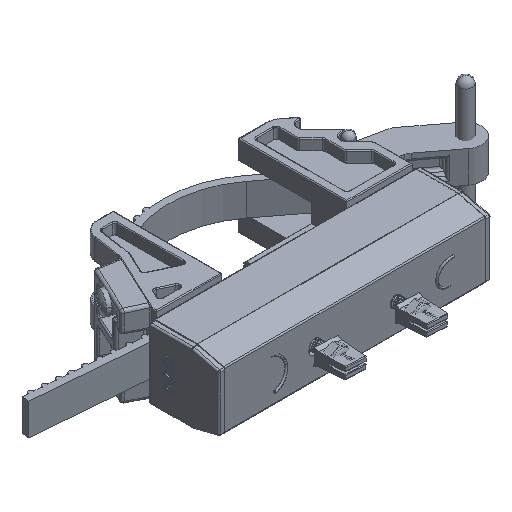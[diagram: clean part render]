
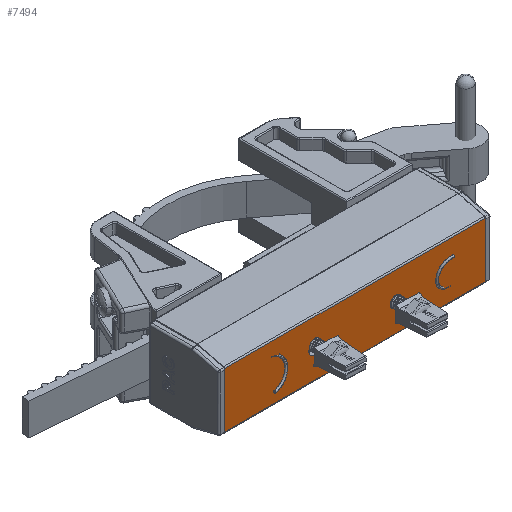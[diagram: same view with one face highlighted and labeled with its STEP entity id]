
A CAD part, isometric view. The second image highlights one B-rep face of the part: STEP entity #7494.
In plain terms, the highlighted planar face has unit normal (0, -1, 0).
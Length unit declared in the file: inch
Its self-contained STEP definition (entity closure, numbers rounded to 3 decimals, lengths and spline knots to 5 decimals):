
#651 = EDGE_LOOP ( 'NONE', ( #31306, #68152, #14153, #89487 ) ) ;
#1734 = CARTESIAN_POINT ( 'NONE',  ( 0.63283, 0., -3. ) ) ;
#1961 = EDGE_CURVE ( 'NONE', #55522, #37630, #12341, .T. ) ;
#3627 = VERTEX_POINT ( 'NONE', #32315 ) ;
#3743 = VERTEX_POINT ( 'NONE', #35174 ) ;
#7139 = CARTESIAN_POINT ( 'NONE',  ( -0.65625, 0., -3. ) ) ;
#7372 = DIRECTION ( 'NONE',  ( 0., -1., 0. ) ) ;
#7494 = ADVANCED_FACE ( 'NONE', ( #51228, #80589, #14590 ), #44006, .T. ) ;
#8344 = ORIENTED_EDGE ( 'NONE', *, *, #89638, .T. ) ;
#11205 = CARTESIAN_POINT ( 'NONE',  ( 0., 0., -0.9375 ) ) ;
#11455 = EDGE_CURVE ( 'NONE', #3743, #3627, #15467, .T. ) ;
#12341 = LINE ( 'NONE', #41749, #41391 ) ;
#14153 = ORIENTED_EDGE ( 'NONE', *, *, #69960, .T. ) ;
#14396 = DIRECTION ( 'NONE',  ( 0., 1., 0. ) ) ;
#14590 = FACE_OUTER_BOUND ( 'NONE', #651, .T. ) ;
#15467 = CIRCLE ( 'NONE', #27787, 0.13 ) ;
#15778 = EDGE_CURVE ( 'NONE', #43979, #67224, #61714, .T. ) ;
#20952 = CARTESIAN_POINT ( 'NONE',  ( 0., 0., 0.9375 ) ) ;
#23852 = VERTEX_POINT ( 'NONE', #50377 ) ;
#23929 = EDGE_LOOP ( 'NONE', ( #57589, #59202 ) ) ;
#24587 = DIRECTION ( 'NONE',  ( 1., 0., 0. ) ) ;
#25098 = DIRECTION ( 'NONE',  ( 0., 0., 1. ) ) ;
#26286 = EDGE_CURVE ( 'NONE', #51345, #23852, #73271, .T. ) ;
#26690 = CARTESIAN_POINT ( 'NONE',  ( 0., 0., 0.9375 ) ) ;
#27787 = AXIS2_PLACEMENT_3D ( 'NONE', #80393, #14396, #43819 ) ;
#30351 = CARTESIAN_POINT ( 'NONE',  ( -0.63283, 0., 3. ) ) ;
#31306 = ORIENTED_EDGE ( 'NONE', *, *, #93719, .F. ) ;
#31721 = AXIS2_PLACEMENT_3D ( 'NONE', #20952, #50367, #79726 ) ;
#32315 = CARTESIAN_POINT ( 'NONE',  ( 0., 0., -0.8075 ) ) ;
#34108 = CARTESIAN_POINT ( 'NONE',  ( 0., 0., 0.8075 ) ) ;
#35142 = CARTESIAN_POINT ( 'NONE',  ( -0.63283, 0., -3. ) ) ;
#35174 = CARTESIAN_POINT ( 'NONE',  ( 0., 0., -1.0675 ) ) ;
#36553 = DIRECTION ( 'NONE',  ( 1., 0., 0. ) ) ;
#36774 = DIRECTION ( 'NONE',  ( 0., 0., -1. ) ) ;
#37630 = VERTEX_POINT ( 'NONE', #35142 ) ;
#40604 = DIRECTION ( 'NONE',  ( 0., 1., 0. ) ) ;
#41391 = VECTOR ( 'NONE', #71118, 39.37008 ) ;
#41749 = CARTESIAN_POINT ( 'NONE',  ( -0.63283, 0., -3. ) ) ;
#43819 = DIRECTION ( 'NONE',  ( 0., 0., 1. ) ) ;
#43979 = VERTEX_POINT ( 'NONE', #1734 ) ;
#44006 = PLANE ( 'NONE',  #94926 ) ;
#50158 = EDGE_CURVE ( 'NONE', #3627, #3743, #72775, .T. ) ;
#50367 = DIRECTION ( 'NONE',  ( 0., 1., 0. ) ) ;
#50377 = CARTESIAN_POINT ( 'NONE',  ( 0., 0., 1.0675 ) ) ;
#51228 = FACE_BOUND ( 'NONE', #23929, .T. ) ;
#51345 = VERTEX_POINT ( 'NONE', #34108 ) ;
#51671 = AXIS2_PLACEMENT_3D ( 'NONE', #26690, #56069, #85418 ) ;
#55181 = VECTOR ( 'NONE', #24587, 39.37008 ) ;
#55522 = VERTEX_POINT ( 'NONE', #30351 ) ;
#56069 = DIRECTION ( 'NONE',  ( 0., 1., 0. ) ) ;
#57589 = ORIENTED_EDGE ( 'NONE', *, *, #50158, .T. ) ;
#59202 = ORIENTED_EDGE ( 'NONE', *, *, #11455, .T. ) ;
#61210 = LINE ( 'NONE', #90608, #55181 ) ;
#61714 = LINE ( 'NONE', #91117, #86590 ) ;
#66746 = CARTESIAN_POINT ( 'NONE',  ( 0.63283, 0., 3. ) ) ;
#67224 = VERTEX_POINT ( 'NONE', #66746 ) ;
#68152 = ORIENTED_EDGE ( 'NONE', *, *, #1961, .T. ) ;
#69960 = EDGE_CURVE ( 'NONE', #37630, #43979, #73131, .T. ) ;
#69966 = DIRECTION ( 'NONE',  ( 0., 0., 1. ) ) ;
#71118 = DIRECTION ( 'NONE',  ( 0., 0., -1. ) ) ;
#72775 = CIRCLE ( 'NONE', #85065, 0.13 ) ;
#73131 = LINE ( 'NONE', #7139, #84353 ) ;
#73271 = CIRCLE ( 'NONE', #31721, 0.13 ) ;
#73371 = CARTESIAN_POINT ( 'NONE',  ( -0.65625, 0., -3. ) ) ;
#79726 = DIRECTION ( 'NONE',  ( 0., 0., 1. ) ) ;
#80393 = CARTESIAN_POINT ( 'NONE',  ( 0., 0., -0.9375 ) ) ;
#80589 = FACE_BOUND ( 'NONE', #82574, .T. ) ;
#82574 = EDGE_LOOP ( 'NONE', ( #8344, #93105 ) ) ;
#84353 = VECTOR ( 'NONE', #36553, 39.37008 ) ;
#85065 = AXIS2_PLACEMENT_3D ( 'NONE', #11205, #40604, #69966 ) ;
#85418 = DIRECTION ( 'NONE',  ( 0., 0., 1. ) ) ;
#86590 = VECTOR ( 'NONE', #25098, 39.37008 ) ;
#89487 = ORIENTED_EDGE ( 'NONE', *, *, #15778, .T. ) ;
#89638 = EDGE_CURVE ( 'NONE', #23852, #51345, #93200, .T. ) ;
#90608 = CARTESIAN_POINT ( 'NONE',  ( -0.65625, 0., 3. ) ) ;
#91117 = CARTESIAN_POINT ( 'NONE',  ( 0.63283, 0., -3. ) ) ;
#93105 = ORIENTED_EDGE ( 'NONE', *, *, #26286, .T. ) ;
#93200 = CIRCLE ( 'NONE', #51671, 0.13 ) ;
#93719 = EDGE_CURVE ( 'NONE', #55522, #67224, #61210, .T. ) ;
#94926 = AXIS2_PLACEMENT_3D ( 'NONE', #73371, #7372, #36774 ) ;
